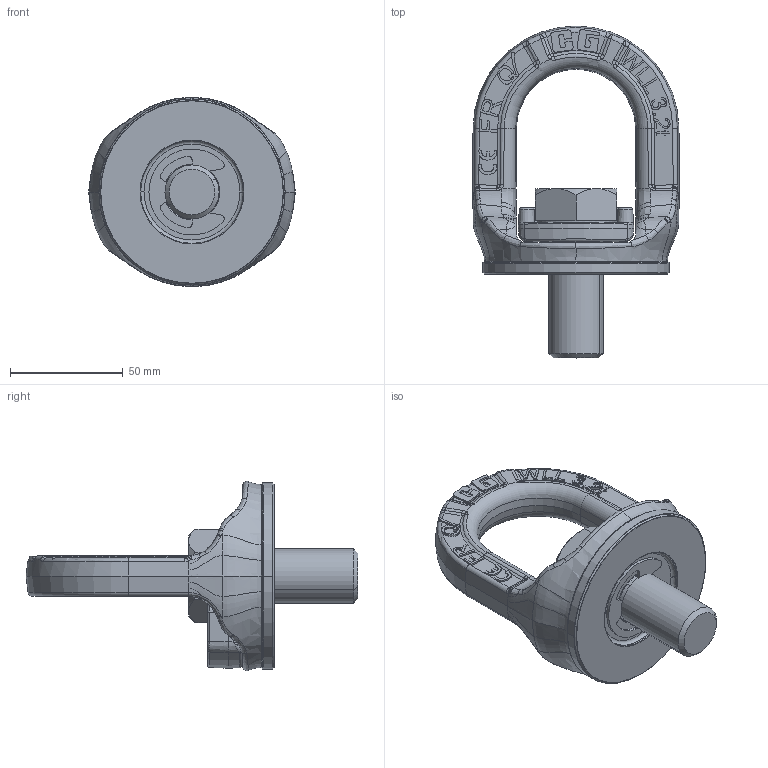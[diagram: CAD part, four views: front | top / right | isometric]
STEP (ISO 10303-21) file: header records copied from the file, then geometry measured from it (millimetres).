
FILE_DESCRIPTION((''),'2;1');
FILE_NAME('2037582','2016-08-12T',('pverbrugge'),('The Crosby Group LLC'),'CREO PARAMETRIC BY PTC INC, 2015290','CREO PARAMETRIC BY PTC INC, 2015290','');
FILE_SCHEMA(('AUTOMOTIVE_DESIGN { 1 0 10303 214 1 1 1 1 }'));
Products named in the file (1): 2037582
Bounding box: 91.54 x 147 x 83.78 mm (x, y, z)
Volume: 206668.6 mm3; surface area: 49182.6 mm2
Topology: 1 solids, 1 shells, 985 faces, 2467 edges, 1492 vertices
Faces by surface type: bspline 274, plane 262, cylinder 141, torus 116, extrusion 114, cone 72, sphere 6
Entity records: 67924 total; most frequent: CARTESIAN_POINT 26527, ORIENTED_EDGE 4934, DIRECTION 3770, PRESENTATION_STYLE_ASSIGNMENT 3567, STYLED_ITEM 2582, CURVE_STYLE 2581, EDGE_CURVE 2467, FILL_AREA_STYLE_COLOUR 1971
